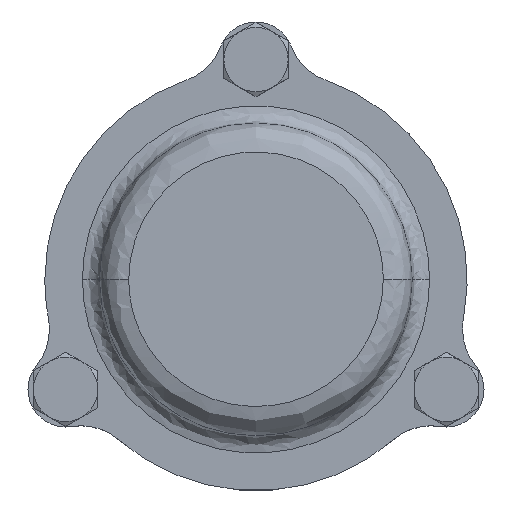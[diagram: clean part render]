
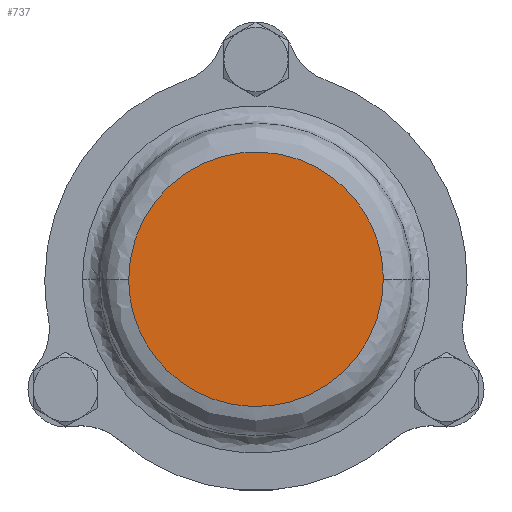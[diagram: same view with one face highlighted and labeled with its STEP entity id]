
A CAD part, top view. The second image highlights one B-rep face of the part: STEP entity #737.
In plain terms, the highlighted planar face has unit normal (0, 0, 1).
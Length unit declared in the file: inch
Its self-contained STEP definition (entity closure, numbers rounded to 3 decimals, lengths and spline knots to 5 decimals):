
#108 = EDGE_CURVE ( 'NONE', #2130, #2482, #1143, .T. ) ;
#120 = DIRECTION ( 'NONE',  ( 0., 0., 1. ) ) ;
#310 = CARTESIAN_POINT ( 'NONE',  ( -0.86614, -1.73228, 0.86614 ) ) ;
#643 = DIRECTION ( 'NONE',  ( 1., 0., 0. ) ) ;
#737 = ADVANCED_FACE ( 'NONE', ( #1922 ), #2919, .T. ) ;
#1041 = CARTESIAN_POINT ( 'NONE',  ( 0.86614, -1.73228, 0.86614 ) ) ;
#1143 =( BOUNDED_CURVE ( )  B_SPLINE_CURVE ( 3, ( #1830, #1041, #310, #1846 ),
 .UNSPECIFIED., .F., .T. ) 
 B_SPLINE_CURVE_WITH_KNOTS ( ( 4, 4 ),
 ( 0., 1. ),
 .UNSPECIFIED. ) 
 CURVE ( )  GEOMETRIC_REPRESENTATION_ITEM ( )  RATIONAL_B_SPLINE_CURVE ( ( 1., 0.333, 0.333, 1. ) ) 
 REPRESENTATION_ITEM ( '' )  );
#1305 = CARTESIAN_POINT ( 'NONE',  ( 0.86614, 1.73228, 0.86614 ) ) ;
#1427 = EDGE_LOOP ( 'NONE', ( #3234, #2372 ) ) ;
#1643 =( BOUNDED_CURVE ( )  B_SPLINE_CURVE ( 3, ( #2560, #3085, #1305, #2820 ),
 .UNSPECIFIED., .F., .F. ) 
 B_SPLINE_CURVE_WITH_KNOTS ( ( 4, 4 ),
 ( 0., 1. ),
 .UNSPECIFIED. ) 
 CURVE ( )  GEOMETRIC_REPRESENTATION_ITEM ( )  RATIONAL_B_SPLINE_CURVE ( ( 1., 0.333, 0.333, 1. ) ) 
 REPRESENTATION_ITEM ( '' )  );
#1796 = CARTESIAN_POINT ( 'NONE',  ( -0.86614, 0., 0.86614 ) ) ;
#1830 = CARTESIAN_POINT ( 'NONE',  ( 0.86614, 0., 0.86614 ) ) ;
#1846 = CARTESIAN_POINT ( 'NONE',  ( -0.86614, 0., 0.86614 ) ) ;
#1922 = FACE_OUTER_BOUND ( 'NONE', #1427, .T. ) ;
#2055 = AXIS2_PLACEMENT_3D ( 'NONE', #2412, #120, #643 ) ;
#2130 = VERTEX_POINT ( 'NONE', #2996 ) ;
#2372 = ORIENTED_EDGE ( 'NONE', *, *, #108, .F. ) ;
#2412 = CARTESIAN_POINT ( 'NONE',  ( 0., 0., 0.86614 ) ) ;
#2482 = VERTEX_POINT ( 'NONE', #1796 ) ;
#2506 = EDGE_CURVE ( 'NONE', #2482, #2130, #1643, .T. ) ;
#2560 = CARTESIAN_POINT ( 'NONE',  ( -0.86614, 0., 0.86614 ) ) ;
#2820 = CARTESIAN_POINT ( 'NONE',  ( 0.86614, 0., 0.86614 ) ) ;
#2919 = PLANE ( 'NONE',  #2055 ) ;
#2996 = CARTESIAN_POINT ( 'NONE',  ( 0.86614, 0., 0.86614 ) ) ;
#3085 = CARTESIAN_POINT ( 'NONE',  ( -0.86614, 1.73228, 0.86614 ) ) ;
#3234 = ORIENTED_EDGE ( 'NONE', *, *, #2506, .F. ) ;
